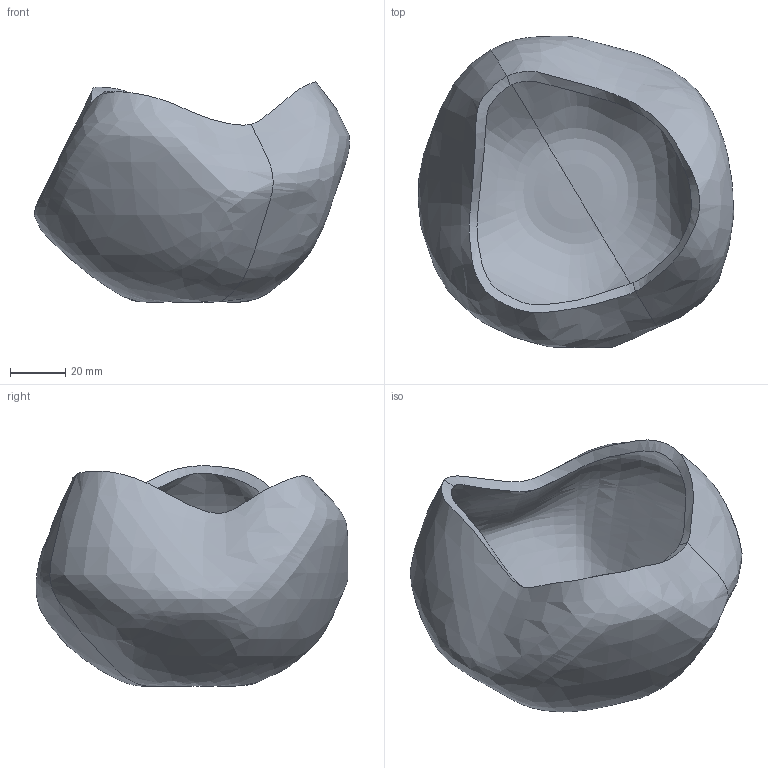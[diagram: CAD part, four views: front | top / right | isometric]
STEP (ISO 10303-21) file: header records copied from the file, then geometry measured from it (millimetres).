
FILE_DESCRIPTION(/* description */ (''),/* implementation_level */ '2;1');
FILE_NAME(/* name */ 'Curve Bowl Mini',/* time_stamp */ '2023-05-01T11:36:51+02:00',/* author */ (''),/* organization */ (''),/* preprocessor_version */ 'ST-DEVELOPER v16.5',/* originating_system */ 'Rhino 7.28',/* authorisation */ '');
FILE_SCHEMA (('CONFIG_CONTROL_DESIGN'));
Length unit declared in the file: millimetre
Products named in the file (1): Document
Bounding box: 114.37 x 113.09 x 79.9 mm (x, y, z)
Volume: 105325.8 mm3; surface area: 53859 mm2
Topology: 1 solids, 1 shells, 8 faces, 18 edges, 7 vertices
Faces by surface type: bspline 8
Entity records: 10858 total; most frequent: CARTESIAN_POINT 10671, ORIENTED_EDGE 28, EDGE_CURVE 14, B_SPLINE_CURVE_WITH_KNOTS 14, ADVANCED_FACE 8, FACE_OUTER_BOUND 8, EDGE_LOOP 8, B_SPLINE_SURFACE_WITH_KNOTS 8
